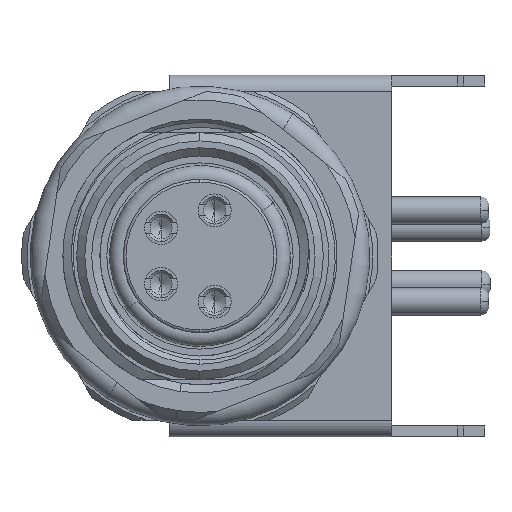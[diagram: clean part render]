
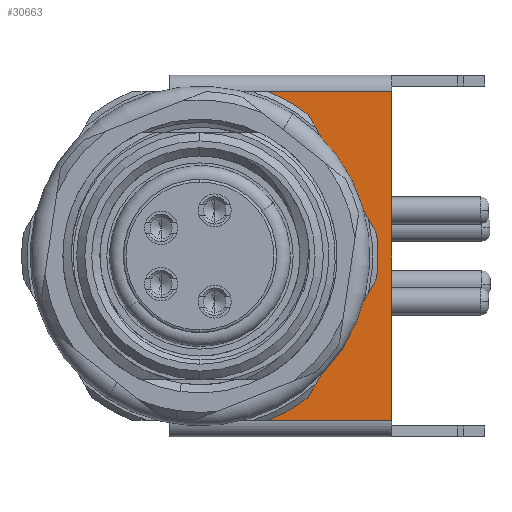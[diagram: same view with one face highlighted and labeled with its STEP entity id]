
A CAD part, left-side view. The second image highlights one B-rep face of the part: STEP entity #30663.
In plain terms, the highlighted face is planar.
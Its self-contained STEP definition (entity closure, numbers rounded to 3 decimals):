
#106 = CARTESIAN_POINT ( 'NONE',  ( 0., -0.4, 0. ) ) ;
#314 = DIRECTION ( 'NONE',  ( 0., 0., 1. ) ) ;
#371 = DIRECTION ( 'NONE',  ( 0., 0., 1. ) ) ;
#1815 = CARTESIAN_POINT ( 'NONE',  ( 0., -0.4, -5.5 ) ) ;
#2524 = VERTEX_POINT ( 'NONE', #33580 ) ;
#2597 = ORIENTED_EDGE ( 'NONE', *, *, #27205, .F. ) ;
#2710 = VECTOR ( 'NONE', #30855, 1000. ) ;
#2838 = DIRECTION ( 'NONE',  ( -1., 0., 0. ) ) ;
#3087 = ORIENTED_EDGE ( 'NONE', *, *, #19773, .T. ) ;
#3689 = ORIENTED_EDGE ( 'NONE', *, *, #7680, .F. ) ;
#3800 = LINE ( 'NONE', #38394, #2710 ) ;
#3967 = DIRECTION ( 'NONE',  ( 0., 1., 0. ) ) ;
#4221 = PLANE ( 'NONE',  #18372 ) ;
#5223 = EDGE_CURVE ( 'NONE', #2524, #25339, #13157, .T. ) ;
#5823 = CARTESIAN_POINT ( 'NONE',  ( 6., -0.4, -1.1 ) ) ;
#6195 = VECTOR ( 'NONE', #18875, 1000. ) ;
#6905 = LINE ( 'NONE', #15743, #6195 ) ;
#7590 = CARTESIAN_POINT ( 'NONE',  ( 6., -0.4, 7. ) ) ;
#7612 = ORIENTED_EDGE ( 'NONE', *, *, #25752, .F. ) ;
#7680 = EDGE_CURVE ( 'NONE', #43066, #47178, #33003, .T. ) ;
#7837 = CARTESIAN_POINT ( 'NONE',  ( -5.8, -0.4, -1.1 ) ) ;
#7888 = CARTESIAN_POINT ( 'NONE',  ( -6., -0.4, 7. ) ) ;
#8157 = ORIENTED_EDGE ( 'NONE', *, *, #10769, .F. ) ;
#8619 = VECTOR ( 'NONE', #11793, 1000. ) ;
#8869 = CARTESIAN_POINT ( 'NONE',  ( -6., -0.4, -1.1 ) ) ;
#10769 = EDGE_CURVE ( 'NONE', #47178, #43066, #43789, .T. ) ;
#11063 = CARTESIAN_POINT ( 'NONE',  ( -5.8, -0.4, -1.3 ) ) ;
#11614 = CARTESIAN_POINT ( 'NONE',  ( -5.8, -0.4, 0. ) ) ;
#11714 = CARTESIAN_POINT ( 'NONE',  ( 5.898, -0.4, -1.1 ) ) ;
#11793 = DIRECTION ( 'NONE',  ( 0., 0., -1. ) ) ;
#12182 = DIRECTION ( 'NONE',  ( 0., 0., -1. ) ) ;
#12353 = DIRECTION ( 'NONE',  ( 0., 1., 0. ) ) ;
#12451 = EDGE_CURVE ( 'NONE', #18142, #47076, #14302, .T. ) ;
#13130 = DIRECTION ( 'NONE',  ( 0., 0., 1. ) ) ;
#13157 = LINE ( 'NONE', #21227, #24650 ) ;
#13319 = DIRECTION ( 'NONE',  ( 0., -1., 0. ) ) ;
#14302 = LINE ( 'NONE', #34305, #18415 ) ;
#14556 = VECTOR ( 'NONE', #19683, 1000. ) ;
#15529 = VERTEX_POINT ( 'NONE', #7590 ) ;
#15743 = CARTESIAN_POINT ( 'NONE',  ( -6.6, -0.4, 7. ) ) ;
#16156 = VECTOR ( 'NONE', #20336, 1000. ) ;
#16900 = EDGE_CURVE ( 'NONE', #26961, #48407, #49899, .T. ) ;
#18142 = VERTEX_POINT ( 'NONE', #7837 ) ;
#18372 = AXIS2_PLACEMENT_3D ( 'NONE', #43979, #3967, #314 ) ;
#18415 = VECTOR ( 'NONE', #2838, 1000. ) ;
#18875 = DIRECTION ( 'NONE',  ( 1., 0., 0. ) ) ;
#19502 = CIRCLE ( 'NONE', #31108, 6. ) ;
#19683 = DIRECTION ( 'NONE',  ( 0., 0., 1. ) ) ;
#19773 = EDGE_CURVE ( 'NONE', #26961, #15529, #25618, .T. ) ;
#19848 = FACE_BOUND ( 'NONE', #28077, .T. ) ;
#20022 = ORIENTED_EDGE ( 'NONE', *, *, #12451, .F. ) ;
#20101 = VECTOR ( 'NONE', #13130, 1000. ) ;
#20336 = DIRECTION ( 'NONE',  ( 0., 0., -1. ) ) ;
#21227 = CARTESIAN_POINT ( 'NONE',  ( 0., -0.4, -1.3 ) ) ;
#21410 = AXIS2_PLACEMENT_3D ( 'NONE', #37222, #13319, #32557 ) ;
#21892 = CARTESIAN_POINT ( 'NONE',  ( 5.857, -0.4, -1.3 ) ) ;
#22483 = LINE ( 'NONE', #7888, #8619 ) ;
#24049 = EDGE_CURVE ( 'NONE', #42744, #47076, #22483, .T. ) ;
#24650 = VECTOR ( 'NONE', #32655, 1000. ) ;
#25339 = VERTEX_POINT ( 'NONE', #11063 ) ;
#25618 = LINE ( 'NONE', #5823, #20101 ) ;
#25752 = EDGE_CURVE ( 'NONE', #39193, #2524, #19502, .T. ) ;
#26115 = EDGE_CURVE ( 'NONE', #42744, #15529, #6905, .T. ) ;
#26961 = VERTEX_POINT ( 'NONE', #45212 ) ;
#27205 = EDGE_CURVE ( 'NONE', #25339, #18142, #31375, .T. ) ;
#27590 = VERTEX_POINT ( 'NONE', #28187 ) ;
#28077 = EDGE_LOOP ( 'NONE', ( #8157, #3689 ) ) ;
#28126 = LINE ( 'NONE', #40299, #16156 ) ;
#28187 = CARTESIAN_POINT ( 'NONE',  ( 5.8, -0.4, -1.3 ) ) ;
#28265 = CARTESIAN_POINT ( 'NONE',  ( 5.8, -0.4, -1.1 ) ) ;
#28398 = EDGE_CURVE ( 'NONE', #48407, #27590, #28126, .T. ) ;
#28800 = ORIENTED_EDGE ( 'NONE', *, *, #28398, .F. ) ;
#30663 = ADVANCED_FACE ( 'NONE', ( #19848, #39575 ), #4221, .F. ) ;
#30855 = DIRECTION ( 'NONE',  ( 1., 0., 0. ) ) ;
#31108 = AXIS2_PLACEMENT_3D ( 'NONE', #106, #12353, #371 ) ;
#31375 = LINE ( 'NONE', #11614, #14556 ) ;
#31410 = DIRECTION ( 'NONE',  ( 0., -1., 0. ) ) ;
#31576 = CARTESIAN_POINT ( 'NONE',  ( 0., -0.4, 5.5 ) ) ;
#32557 = DIRECTION ( 'NONE',  ( 0., 0., -1. ) ) ;
#32655 = DIRECTION ( 'NONE',  ( 1., 0., 0. ) ) ;
#33003 = CIRCLE ( 'NONE', #42931, 5.5 ) ;
#33580 = CARTESIAN_POINT ( 'NONE',  ( -5.857, -0.4, -1.3 ) ) ;
#33660 = EDGE_LOOP ( 'NONE', ( #51435, #28800, #42732, #3087, #35069, #46031, #20022, #2597, #36816, #7612 ) ) ;
#34305 = CARTESIAN_POINT ( 'NONE',  ( -6.6, -0.4, -1.1 ) ) ;
#35069 = ORIENTED_EDGE ( 'NONE', *, *, #26115, .F. ) ;
#36816 = ORIENTED_EDGE ( 'NONE', *, *, #5223, .F. ) ;
#37222 = CARTESIAN_POINT ( 'NONE',  ( 0., -0.4, 0. ) ) ;
#38228 = DIRECTION ( 'NONE',  ( -1., 0., 0. ) ) ;
#38394 = CARTESIAN_POINT ( 'NONE',  ( 0., -0.4, -1.3 ) ) ;
#39193 = VERTEX_POINT ( 'NONE', #21892 ) ;
#39575 = FACE_OUTER_BOUND ( 'NONE', #33660, .T. ) ;
#40219 = CARTESIAN_POINT ( 'NONE',  ( 0., -0.4, 0. ) ) ;
#40299 = CARTESIAN_POINT ( 'NONE',  ( 5.8, -0.4, 0. ) ) ;
#42732 = ORIENTED_EDGE ( 'NONE', *, *, #16900, .F. ) ;
#42744 = VERTEX_POINT ( 'NONE', #48149 ) ;
#42931 = AXIS2_PLACEMENT_3D ( 'NONE', #40219, #31410, #12182 ) ;
#43066 = VERTEX_POINT ( 'NONE', #31576 ) ;
#43789 = CIRCLE ( 'NONE', #21410, 5.5 ) ;
#43979 = CARTESIAN_POINT ( 'NONE',  ( 0., -0.4, 0. ) ) ;
#44848 = EDGE_CURVE ( 'NONE', #27590, #39193, #3800, .T. ) ;
#45212 = CARTESIAN_POINT ( 'NONE',  ( 6., -0.4, -1.1 ) ) ;
#46031 = ORIENTED_EDGE ( 'NONE', *, *, #24049, .T. ) ;
#47076 = VERTEX_POINT ( 'NONE', #8869 ) ;
#47178 = VERTEX_POINT ( 'NONE', #1815 ) ;
#47648 = VECTOR ( 'NONE', #38228, 1000. ) ;
#48149 = CARTESIAN_POINT ( 'NONE',  ( -6., -0.4, 7. ) ) ;
#48407 = VERTEX_POINT ( 'NONE', #28265 ) ;
#49899 = LINE ( 'NONE', #11714, #47648 ) ;
#51435 = ORIENTED_EDGE ( 'NONE', *, *, #44848, .F. ) ;
